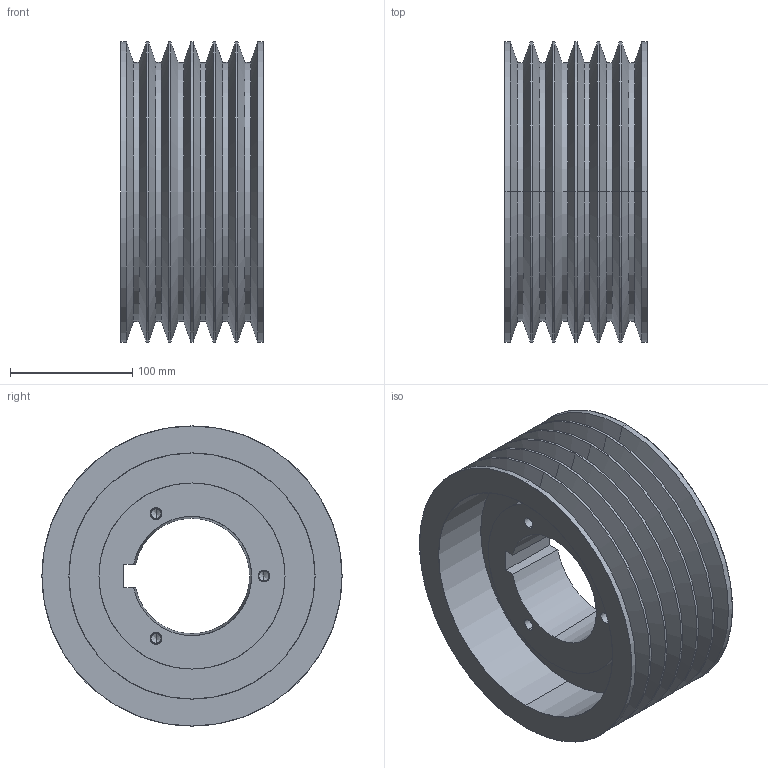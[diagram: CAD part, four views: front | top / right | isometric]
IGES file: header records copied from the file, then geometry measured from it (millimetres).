
Start section: SolidWorks IGES file using analytic representation for surfaces
Global section: file name: 6B6B5V904241239349109.igs; native system: SolidWorks 2010; preprocessor: SolidWorks 2010; author: partstream; date: 100424.123946; units: inch
Bounding box: 116.67 x 245.87 x 245.87 mm (x, y, z)
Surface area: 364008.3 mm2 (no closed solid volume)
Topology: 0 solids, 0 shells, 129 faces, 1562 edges, 1556 vertices
Faces by surface type: revolution 79, bspline 50
